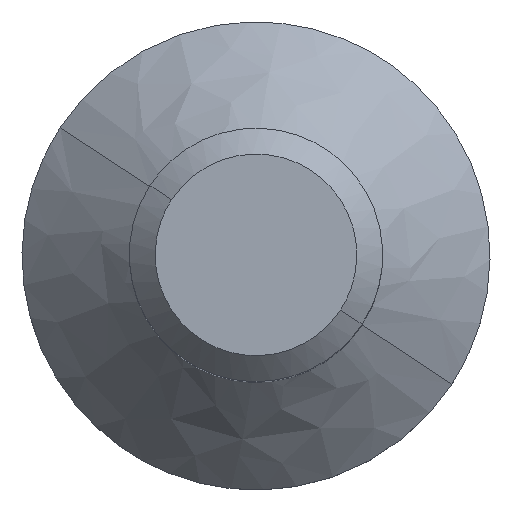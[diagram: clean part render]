
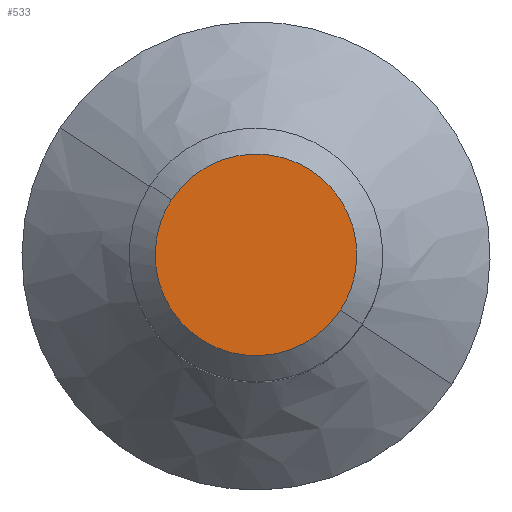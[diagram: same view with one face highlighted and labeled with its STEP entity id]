
A CAD part, top view. The second image highlights one B-rep face of the part: STEP entity #533.
In plain terms, the highlighted planar face has unit normal (0, 0, 1).
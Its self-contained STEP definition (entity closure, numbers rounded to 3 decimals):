
#22 = VERTEX_POINT('',#23);
#23 = CARTESIAN_POINT('',(259.314,291.378,
    323.906));
#31 = ( BOUNDED_SURFACE() B_SPLINE_SURFACE(2,1,(
    (#32,#33)
    ,(#34,#35)
    ,(#36,#37)
    ,(#38,#39)
,(#40,#41
    )),.UNSPECIFIED.,.F.,.F.,.F.) B_SPLINE_SURFACE_WITH_KNOTS((3,2,3),(2
    ,2),(0.,1.571,3.142),(0.,2.503),
.UNSPECIFIED.) GEOMETRIC_REPRESENTATION_ITEM() RATIONAL_B_SPLINE_SURFACE
((
    (1.,1.)
    ,(0.707,0.707)
    ,(1.,1.)
    ,(0.707,0.707)
,(1.,1.))) REPRESENTATION_ITEM('') SURFACE() );
#32 = CARTESIAN_POINT('',(260.313,290.725,
    325.1));
#33 = CARTESIAN_POINT('',(261.795,289.757,
    323.33));
#34 = CARTESIAN_POINT('',(260.313,290.725,
    325.1));
#35 = CARTESIAN_POINT('',(260.826,288.275,
    323.33));
#36 = CARTESIAN_POINT('',(260.313,290.725,
    325.1));
#37 = CARTESIAN_POINT('',(259.345,289.243,
    323.33));
#38 = CARTESIAN_POINT('',(260.313,290.725,
    325.1));
#39 = CARTESIAN_POINT('',(257.863,290.212,323.33
    ));
#40 = CARTESIAN_POINT('',(260.313,290.725,
    325.1));
#41 = CARTESIAN_POINT('',(258.832,291.693,323.33
    ));
#71 = ( BOUNDED_SURFACE() B_SPLINE_SURFACE(2,1,(
    (#72,#73)
    ,(#74,#75)
    ,(#76,#77)
    ,(#78,#79)
,(#80,#81
    )),.UNSPECIFIED.,.F.,.F.,.F.) B_SPLINE_SURFACE_WITH_KNOTS((3,2,3),(2
    ,2),(3.142,4.712,6.283),(0.,2.503),
.PIECEWISE_BEZIER_KNOTS.) GEOMETRIC_REPRESENTATION_ITEM() 
RATIONAL_B_SPLINE_SURFACE((
    (1.,1.)
    ,(0.707,0.707)
    ,(1.,1.)
    ,(0.707,0.707)
,(1.,1.))) REPRESENTATION_ITEM('') SURFACE() );
#72 = CARTESIAN_POINT('',(260.313,290.725,
    325.1));
#73 = CARTESIAN_POINT('',(258.832,291.693,323.33
    ));
#74 = CARTESIAN_POINT('',(260.313,290.725,
    325.1));
#75 = CARTESIAN_POINT('',(259.8,293.175,323.33
    ));
#76 = CARTESIAN_POINT('',(260.313,290.725,
    325.1));
#77 = CARTESIAN_POINT('',(261.282,292.206,
    323.33));
#78 = CARTESIAN_POINT('',(260.313,290.725,
    325.1));
#79 = CARTESIAN_POINT('',(262.763,291.238,
    323.33));
#80 = CARTESIAN_POINT('',(260.313,290.725,
    325.1));
#81 = CARTESIAN_POINT('',(261.795,289.757,
    323.33));
#192 = VERTEX_POINT('',#193);
#193 = CARTESIAN_POINT('',(261.312,290.072,
    323.906));
#257 = EDGE_CURVE('',#192,#22,#258,.T.);
#258 = SURFACE_CURVE('',#259,(#265,#294),.PCURVE_S1.);
#259 = ( BOUNDED_CURVE() B_SPLINE_CURVE(2,(#260,#261,#262,#263,#264),
.UNSPECIFIED.,.F.,.F.) B_SPLINE_CURVE_WITH_KNOTS((3,2,3),(3.749
,5.623,7.498),.UNSPECIFIED.) CURVE() 
GEOMETRIC_REPRESENTATION_ITEM() RATIONAL_B_SPLINE_CURVE((1.,
0.707,1.,0.707,1.)) REPRESENTATION_ITEM('') );
#260 = CARTESIAN_POINT('',(261.312,290.072,
    323.906));
#261 = CARTESIAN_POINT('',(260.659,289.073,
    323.906));
#262 = CARTESIAN_POINT('',(259.66,289.726,
    323.906));
#263 = CARTESIAN_POINT('',(258.662,290.379,
    323.906));
#264 = CARTESIAN_POINT('',(259.314,291.378,
    323.906));
#265 = PCURVE('',#31,#266);
#266 = DEFINITIONAL_REPRESENTATION('',(#267),#293);
#267 = B_SPLINE_CURVE_WITH_KNOTS('',3,(#268,#269,#270,#271,#272,#273,
    #274,#275,#276,#277,#278,#279,#280,#281,#282,#283,#284,#285,#286,
    #287,#288,#289,#290,#291,#292),.UNSPECIFIED.,.F.,.F.,(4,1,1,1,1,1,1,
    1,1,1,1,1,1,1,1,1,1,1,1,1,1,1,4),(3.749,3.919,
    4.09,4.26,4.43,4.601,
    4.771,4.942,5.112,5.282,
    5.453,5.623,5.794,5.964,
    6.134,6.305,6.475,6.646,
    6.816,6.986,7.157,7.327,
    7.498),.QUASI_UNIFORM_KNOTS.);
#268 = CARTESIAN_POINT('',(0.,1.688));
#269 = CARTESIAN_POINT('',(0.048,1.688));
#270 = CARTESIAN_POINT('',(0.143,1.688));
#271 = CARTESIAN_POINT('',(0.286,1.688));
#272 = CARTESIAN_POINT('',(0.428,1.688));
#273 = CARTESIAN_POINT('',(0.571,1.688));
#274 = CARTESIAN_POINT('',(0.714,1.688));
#275 = CARTESIAN_POINT('',(0.857,1.688));
#276 = CARTESIAN_POINT('',(1.,1.688));
#277 = CARTESIAN_POINT('',(1.142,1.688));
#278 = CARTESIAN_POINT('',(1.285,1.688));
#279 = CARTESIAN_POINT('',(1.428,1.688));
#280 = CARTESIAN_POINT('',(1.571,1.688));
#281 = CARTESIAN_POINT('',(1.714,1.688));
#282 = CARTESIAN_POINT('',(1.856,1.688));
#283 = CARTESIAN_POINT('',(1.999,1.688));
#284 = CARTESIAN_POINT('',(2.142,1.688));
#285 = CARTESIAN_POINT('',(2.285,1.688));
#286 = CARTESIAN_POINT('',(2.428,1.688));
#287 = CARTESIAN_POINT('',(2.57,1.688));
#288 = CARTESIAN_POINT('',(2.713,1.688));
#289 = CARTESIAN_POINT('',(2.856,1.688));
#290 = CARTESIAN_POINT('',(2.999,1.688));
#291 = CARTESIAN_POINT('',(3.094,1.688));
#292 = CARTESIAN_POINT('',(3.142,1.688));
#293 = ( GEOMETRIC_REPRESENTATION_CONTEXT(2) 
PARAMETRIC_REPRESENTATION_CONTEXT() REPRESENTATION_CONTEXT('2D SPACE',''
  ) );
#294 = PCURVE('',#295,#300);
#295 = PLANE('',#296);
#296 = AXIS2_PLACEMENT_3D('',#297,#298,#299);
#297 = CARTESIAN_POINT('',(260.763,288.577,
    323.906));
#298 = DIRECTION('',(0.,0.,1.));
#299 = DIRECTION('',(-0.547,-0.837,0.));
#300 = DEFINITIONAL_REPRESENTATION('',(#301),#307);
#301 = ( BOUNDED_CURVE() B_SPLINE_CURVE(2,(#302,#303,#304,#305,#306),
.UNSPECIFIED.,.F.,.F.) B_SPLINE_CURVE_WITH_KNOTS((3,2,3),(3.749
,5.623,7.498),.UNSPECIFIED.) CURVE() 
GEOMETRIC_REPRESENTATION_ITEM() RATIONAL_B_SPLINE_CURVE((1.,
0.707,1.,0.707,1.)) REPRESENTATION_ITEM('') );
#302 = CARTESIAN_POINT('',(-1.552,-0.359));
#303 = CARTESIAN_POINT('',(-0.359,-0.359));
#304 = CARTESIAN_POINT('',(-0.359,-1.552));
#305 = CARTESIAN_POINT('',(-0.359,-2.745));
#306 = CARTESIAN_POINT('',(-1.552,-2.745));
#307 = ( GEOMETRIC_REPRESENTATION_CONTEXT(2) 
PARAMETRIC_REPRESENTATION_CONTEXT() REPRESENTATION_CONTEXT('2D SPACE',''
  ) );
#533 = ADVANCED_FACE('',(#534),#295,.T.);
#534 = FACE_BOUND('',#535,.T.);
#535 = EDGE_LOOP('',(#536,#537));
#536 = ORIENTED_EDGE('',*,*,#257,.F.);
#537 = ORIENTED_EDGE('',*,*,#538,.F.);
#538 = EDGE_CURVE('',#22,#192,#539,.T.);
#539 = SURFACE_CURVE('',#540,(#546,#555),.PCURVE_S1.);
#540 = ( BOUNDED_CURVE() B_SPLINE_CURVE(2,(#541,#542,#543,#544,#545),
.UNSPECIFIED.,.F.,.F.) B_SPLINE_CURVE_WITH_KNOTS((3,2,3),(0.,
1.874,3.749),.UNSPECIFIED.) CURVE() 
GEOMETRIC_REPRESENTATION_ITEM() RATIONAL_B_SPLINE_CURVE((1.,
0.707,1.,0.707,1.)) REPRESENTATION_ITEM('') );
#541 = CARTESIAN_POINT('',(259.314,291.378,
    323.906));
#542 = CARTESIAN_POINT('',(259.967,292.377,
    323.906));
#543 = CARTESIAN_POINT('',(260.966,291.724,
    323.906));
#544 = CARTESIAN_POINT('',(261.965,291.071,
    323.906));
#545 = CARTESIAN_POINT('',(261.312,290.072,
    323.906));
#546 = PCURVE('',#295,#547);
#547 = DEFINITIONAL_REPRESENTATION('',(#548),#554);
#548 = ( BOUNDED_CURVE() B_SPLINE_CURVE(2,(#549,#550,#551,#552,#553),
.UNSPECIFIED.,.F.,.F.) B_SPLINE_CURVE_WITH_KNOTS((3,2,3),(0.,
1.874,3.749),.UNSPECIFIED.) CURVE() 
GEOMETRIC_REPRESENTATION_ITEM() RATIONAL_B_SPLINE_CURVE((1.,
0.707,1.,0.707,1.)) REPRESENTATION_ITEM('') );
#549 = CARTESIAN_POINT('',(-1.552,-2.745));
#550 = CARTESIAN_POINT('',(-2.745,-2.745));
#551 = CARTESIAN_POINT('',(-2.745,-1.552));
#552 = CARTESIAN_POINT('',(-2.745,-0.359));
#553 = CARTESIAN_POINT('',(-1.552,-0.359));
#554 = ( GEOMETRIC_REPRESENTATION_CONTEXT(2) 
PARAMETRIC_REPRESENTATION_CONTEXT() REPRESENTATION_CONTEXT('2D SPACE',''
  ) );
#555 = PCURVE('',#71,#556);
#556 = DEFINITIONAL_REPRESENTATION('',(#557),#583);
#557 = B_SPLINE_CURVE_WITH_KNOTS('',3,(#558,#559,#560,#561,#562,#563,
    #564,#565,#566,#567,#568,#569,#570,#571,#572,#573,#574,#575,#576,
    #577,#578,#579,#580,#581,#582),.UNSPECIFIED.,.F.,.F.,(4,1,1,1,1,1,1,
    1,1,1,1,1,1,1,1,1,1,1,1,1,1,1,4),(0.,0.17,0.341,
    0.511,0.682,0.852,1.022,
    1.193,1.363,1.534,1.704,
    1.874,2.045,2.215,2.386,
    2.556,2.726,2.897,3.067,
    3.238,3.408,3.578,3.749),
  .QUASI_UNIFORM_KNOTS.);
#558 = CARTESIAN_POINT('',(3.142,1.688));
#559 = CARTESIAN_POINT('',(3.189,1.688));
#560 = CARTESIAN_POINT('',(3.284,1.688));
#561 = CARTESIAN_POINT('',(3.427,1.688));
#562 = CARTESIAN_POINT('',(3.57,1.688));
#563 = CARTESIAN_POINT('',(3.713,1.688));
#564 = CARTESIAN_POINT('',(3.856,1.688));
#565 = CARTESIAN_POINT('',(3.998,1.688));
#566 = CARTESIAN_POINT('',(4.141,1.688));
#567 = CARTESIAN_POINT('',(4.284,1.688));
#568 = CARTESIAN_POINT('',(4.427,1.688));
#569 = CARTESIAN_POINT('',(4.57,1.688));
#570 = CARTESIAN_POINT('',(4.712,1.688));
#571 = CARTESIAN_POINT('',(4.855,1.688));
#572 = CARTESIAN_POINT('',(4.998,1.688));
#573 = CARTESIAN_POINT('',(5.141,1.688));
#574 = CARTESIAN_POINT('',(5.284,1.688));
#575 = CARTESIAN_POINT('',(5.426,1.688));
#576 = CARTESIAN_POINT('',(5.569,1.688));
#577 = CARTESIAN_POINT('',(5.712,1.688));
#578 = CARTESIAN_POINT('',(5.855,1.688));
#579 = CARTESIAN_POINT('',(5.998,1.688));
#580 = CARTESIAN_POINT('',(6.14,1.688));
#581 = CARTESIAN_POINT('',(6.236,1.688));
#582 = CARTESIAN_POINT('',(6.283,1.688));
#583 = ( GEOMETRIC_REPRESENTATION_CONTEXT(2) 
PARAMETRIC_REPRESENTATION_CONTEXT() REPRESENTATION_CONTEXT('2D SPACE',''
  ) );
